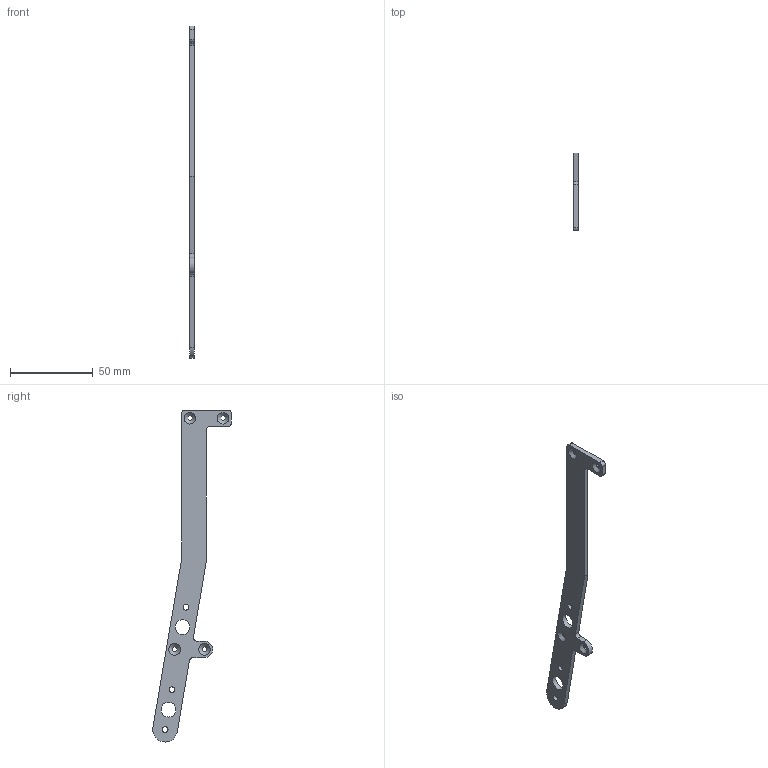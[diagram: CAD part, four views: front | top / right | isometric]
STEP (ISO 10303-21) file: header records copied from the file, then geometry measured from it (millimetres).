
FILE_DESCRIPTION(/* description */ (''),/* implementation_level */ '2;1');
FILE_NAME(/* name */ 'support garde boue gauche Inox X1 V0.step',/* time_stamp */ '2024-02-22T21:56:38+01:00',/* author */ (''),/* organization */ (''),/* preprocessor_version */ 'ST-DEVELOPER v20',/* originating_system */ 'Autodesk Translation Framework v12.20.1.177',/* authorisation */ '');
FILE_SCHEMA (('AUTOMOTIVE_DESIGN { 1 0 10303 214 3 1 1 }'));
Length unit declared in the file: millimetre
Products named in the file (1): support garde boue gauche
Bounding box: 3 x 47.55 x 201.08 mm (x, y, z)
Volume: 9189 mm3; surface area: 7981.9 mm2
Topology: 1 solids, 1 shells, 33 faces, 89 edges, 58 vertices
Faces by surface type: cylinder 17, plane 12, cone 4
Full cylindrical faces by diameter (mm): 3 x4, 3.5 x3, 9 x2
Entity records: 1118 total; most frequent: DIRECTION 195, CARTESIAN_POINT 181, ORIENTED_EDGE 178, EDGE_CURVE 89, AXIS2_PLACEMENT_3D 72, VERTEX_POINT 58, EDGE_LOOP 51, LINE 51
